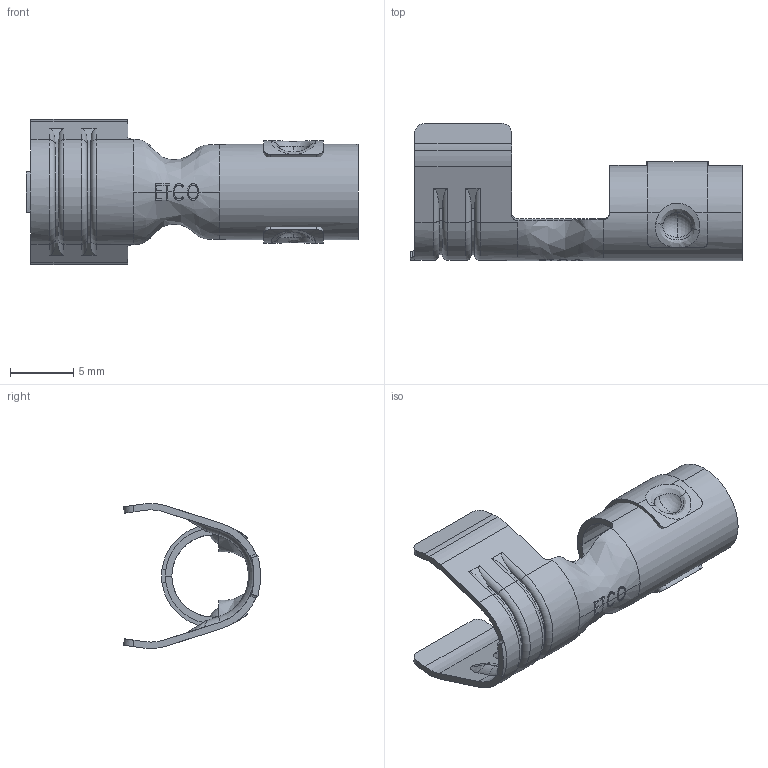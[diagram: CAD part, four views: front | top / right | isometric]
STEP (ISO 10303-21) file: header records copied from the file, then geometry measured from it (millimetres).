
FILE_DESCRIPTION (( 'STEP AP203' ), '1' );
FILE_NAME ('SP11.STEP', '2019-11-05T18:13:31', ( 'tempuser' ), ( 'Microsoft' ), 'SwSTEP 2.0', 'SolidWorks 2019', '' );
FILE_SCHEMA (( 'CONFIG_CONTROL_DESIGN' ));
Length unit declared in the file: inch
Products named in the file (3): SP11; SCA4_SCA4-B; SP11_SP11 without carrier
Assembly tree (2 placements, depth 2):
  SP11
    SP11_SP11 without carrier
    SCA4_SCA4-B
Bounding box: 26.16 x 10.79 x 11.43 mm (x, y, z)
Volume: 291.3 mm3; surface area: 1267 mm2
Topology: 2 solids, 2 shells, 221 faces, 617 edges, 397 vertices
Faces by surface type: plane 82, bspline 63, cylinder 56, torus 8, sphere 8, cone 4
Entity records: 12351 total; most frequent: CARTESIAN_POINT 6979, ORIENTED_EDGE 1234, DIRECTION 824, EDGE_CURVE 617, VERTEX_POINT 397, AXIS2_PLACEMENT_3D 288, LINE 248, VECTOR 248
